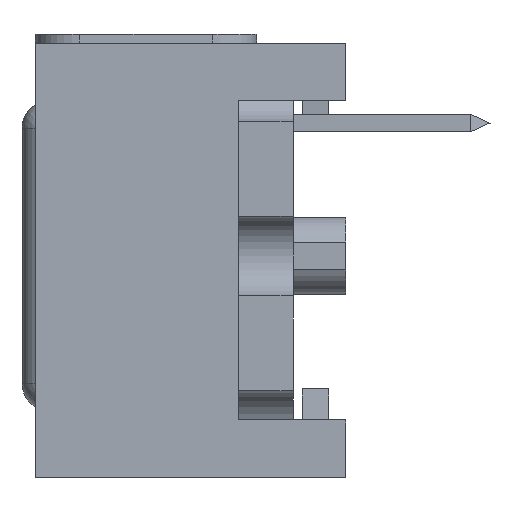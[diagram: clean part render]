
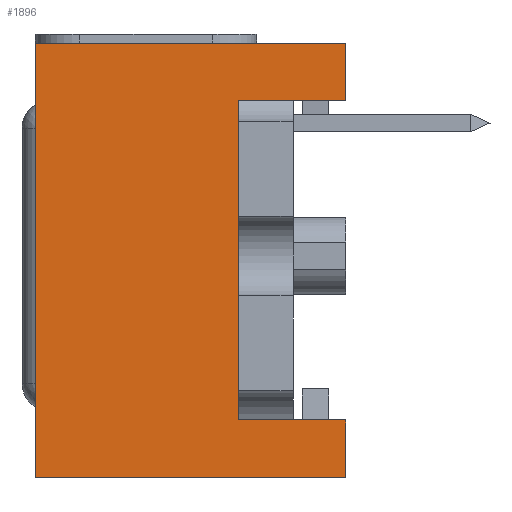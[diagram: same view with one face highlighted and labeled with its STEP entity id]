
A CAD part, left-side view. The second image highlights one B-rep face of the part: STEP entity #1896.
In plain terms, the highlighted planar face has unit normal (-1, 0, 0).
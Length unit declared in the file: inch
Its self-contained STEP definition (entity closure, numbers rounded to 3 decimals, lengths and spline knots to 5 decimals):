
#5=DIRECTION('',(0.,0.,1.));
#6=VECTOR('',#5,0.36);
#7=CARTESIAN_POINT('',(-0.249,0.,-0.185));
#8=LINE('',#7,#6);
#175=DIRECTION('',(0.,-1.,0.));
#176=VECTOR('',#175,0.121);
#177=CARTESIAN_POINT('',(-0.249,0.,0.175));
#178=LINE('',#177,#176);
#179=DIRECTION('',(0.,-1.,0.));
#180=VECTOR('',#179,0.121);
#181=CARTESIAN_POINT('',(-0.249,0.,-0.185));
#182=LINE('',#181,#180);
#195=DIRECTION('',(0.,1.,0.));
#196=VECTOR('',#195,0.35);
#197=CARTESIAN_POINT('',(-0.249,-0.121,0.24));
#198=LINE('',#197,#196);
#341=DIRECTION('',(0.,0.,-1.));
#342=VECTOR('',#341,0.065);
#343=CARTESIAN_POINT('',(-0.249,-0.121,-0.185));
#344=LINE('',#343,#342);
#365=DIRECTION('',(0.,0.,-1.));
#366=VECTOR('',#365,0.065);
#367=CARTESIAN_POINT('',(-0.249,-0.121,0.24));
#368=LINE('',#367,#366);
#453=DIRECTION('',(0.,-1.,0.));
#454=VECTOR('',#453,0.35);
#455=CARTESIAN_POINT('',(-0.249,0.229,-0.25));
#456=LINE('',#455,#454);
#957=DIRECTION('',(0.,0.,1.));
#958=VECTOR('',#957,0.49);
#959=CARTESIAN_POINT('',(-0.249,0.229,-0.25));
#960=LINE('',#959,#958);
#1329=CARTESIAN_POINT('',(-0.249,0.229,0.24));
#1331=VERTEX_POINT('',#1329);
#1335=CARTESIAN_POINT('',(-0.249,0.229,-0.25));
#1336=VERTEX_POINT('',#1335);
#1495=CARTESIAN_POINT('',(-0.249,-0.121,-0.185));
#1496=VERTEX_POINT('',#1495);
#1497=CARTESIAN_POINT('',(-0.249,-0.121,-0.25));
#1498=VERTEX_POINT('',#1497);
#1507=CARTESIAN_POINT('',(-0.249,-0.121,0.24));
#1508=VERTEX_POINT('',#1507);
#1509=CARTESIAN_POINT('',(-0.249,-0.121,0.175));
#1510=VERTEX_POINT('',#1509);
#1537=CARTESIAN_POINT('',(-0.249,0.,-0.185));
#1539=VERTEX_POINT('',#1537);
#1549=CARTESIAN_POINT('',(-0.249,0.,0.175));
#1551=VERTEX_POINT('',#1549);
#1876=CARTESIAN_POINT('',(-0.249,0.,-0.25));
#1877=DIRECTION('',(-1.,0.,0.));
#1878=DIRECTION('',(0.,0.,1.));
#1879=AXIS2_PLACEMENT_3D('',#1876,#1877,#1878);
#1880=PLANE('',#1879);
#1882=ORIENTED_EDGE('',*,*,#1881,.F.);
#1884=ORIENTED_EDGE('',*,*,#1883,.T.);
#1885=ORIENTED_EDGE('',*,*,#1868,.F.);
#1886=ORIENTED_EDGE('',*,*,#1704,.F.);
#1887=ORIENTED_EDGE('',*,*,#1835,.T.);
#1889=ORIENTED_EDGE('',*,*,#1888,.T.);
#1891=ORIENTED_EDGE('',*,*,#1890,.F.);
#1893=ORIENTED_EDGE('',*,*,#1892,.T.);
#1894=EDGE_LOOP('',(#1882,#1884,#1885,#1886,#1887,#1889,#1891,#1893));
#1895=FACE_OUTER_BOUND('',#1894,.F.);
#1896=ADVANCED_FACE('',(#1895),#1880,.T.);
#1704=EDGE_CURVE('',#1539,#1551,#8,.T.);
#1835=EDGE_CURVE('',#1539,#1496,#182,.T.);
#1868=EDGE_CURVE('',#1551,#1510,#178,.T.);
#1881=EDGE_CURVE('',#1508,#1331,#198,.T.);
#1883=EDGE_CURVE('',#1508,#1510,#368,.T.);
#1888=EDGE_CURVE('',#1496,#1498,#344,.T.);
#1890=EDGE_CURVE('',#1336,#1498,#456,.T.);
#1892=EDGE_CURVE('',#1336,#1331,#960,.T.);
